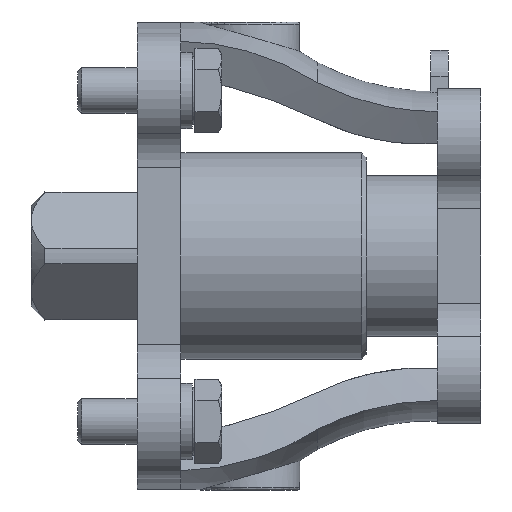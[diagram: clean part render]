
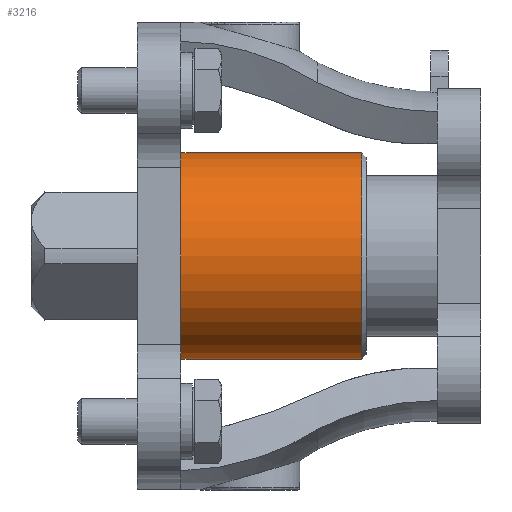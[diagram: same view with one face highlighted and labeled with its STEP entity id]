
A CAD part, left-side view. The second image highlights one B-rep face of the part: STEP entity #3216.
In plain terms, the highlighted cylindrical face has radius 22.5 mm (diameter 45 mm), a full revolution.
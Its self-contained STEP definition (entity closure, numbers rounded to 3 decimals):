
#426=CIRCLE('',#3655,22.5);
#427=CIRCLE('',#3657,22.5);
#1161=ORIENTED_EDGE('',*,*,#1683,.F.);
#1162=ORIENTED_EDGE('',*,*,#1682,.T.);
#1682=EDGE_CURVE('',#2011,#2011,#426,.T.);
#1683=EDGE_CURVE('',#2012,#2012,#427,.T.);
#2011=VERTEX_POINT('',#5779);
#2012=VERTEX_POINT('',#5782);
#2609=EDGE_LOOP('',(#1161));
#2610=EDGE_LOOP('',(#1162));
#2916=FACE_BOUND('',#2609,.T.);
#2917=FACE_BOUND('',#2610,.T.);
#3053=CYLINDRICAL_SURFACE('',#3656,22.5);
#3216=ADVANCED_FACE('',(#2916,#2917),#3053,.T.);
#3655=AXIS2_PLACEMENT_3D('',#5778,#4553,#4554);
#3656=AXIS2_PLACEMENT_3D('',#5780,#4555,#4556);
#3657=AXIS2_PLACEMENT_3D('',#5781,#4557,#4558);
#4553=DIRECTION('',(0.,-1.,0.));
#4554=DIRECTION('',(0.,0.,-1.));
#4555=DIRECTION('',(0.,-1.,0.));
#4556=DIRECTION('',(0.,0.,-1.));
#4557=DIRECTION('',(0.,-1.,0.));
#4558=DIRECTION('',(0.,0.,-1.));
#5778=CARTESIAN_POINT('',(0.,-1.,0.));
#5779=CARTESIAN_POINT('',(0.,-1.,-22.5));
#5780=CARTESIAN_POINT('',(0.,-74.,0.));
#5781=CARTESIAN_POINT('',(0.,-48.,0.));
#5782=CARTESIAN_POINT('',(0.,-48.,-22.5));
